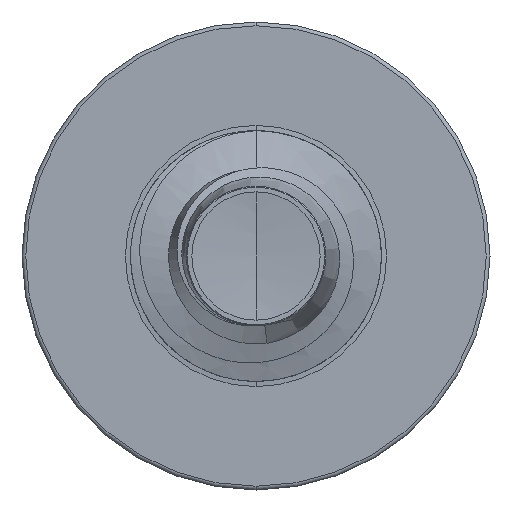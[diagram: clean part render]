
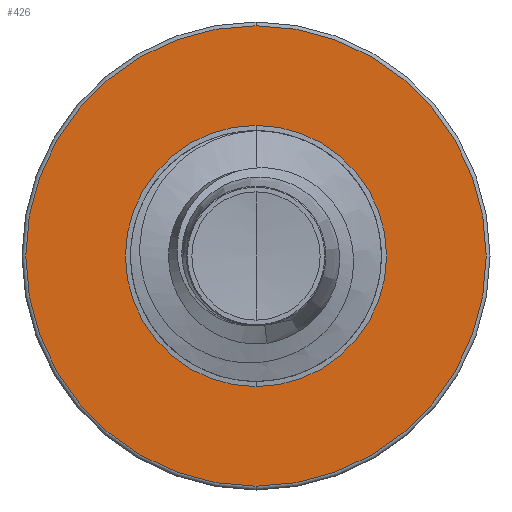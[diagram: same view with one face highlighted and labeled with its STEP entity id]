
A CAD part, front view. The second image highlights one B-rep face of the part: STEP entity #426.
In plain terms, the highlighted planar face has unit normal (0, -1, 0).
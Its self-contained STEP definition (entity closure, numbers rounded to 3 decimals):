
#41 = CARTESIAN_POINT ( 'NONE',  ( 0., 7., -2.755 ) ) ;
#267 = EDGE_CURVE ( 'NONE', #2441, #10004, #1468, .T. ) ;
#426 = ADVANCED_FACE ( 'NONE', ( #1328, #1399 ), #3617, .F. ) ;
#459 = AXIS2_PLACEMENT_3D ( 'NONE', #4338, #4336, #4326 ) ;
#648 = CARTESIAN_POINT ( 'NONE',  ( 0., 7., 2.755 ) ) ;
#752 = EDGE_CURVE ( 'NONE', #10251, #4914, #1152, .T. ) ;
#810 = CARTESIAN_POINT ( 'NONE',  ( 0., 7., 0. ) ) ;
#1146 = AXIS2_PLACEMENT_3D ( 'NONE', #1907, #1856, #1839 ) ;
#1152 = CIRCLE ( 'NONE', #9774, 1.562 ) ;
#1201 = CIRCLE ( 'NONE', #5723, 2.755 ) ;
#1328 = FACE_OUTER_BOUND ( 'NONE', #4224, .T. ) ;
#1399 = FACE_BOUND ( 'NONE', #9279, .T. ) ;
#1468 = CIRCLE ( 'NONE', #459, 2.755 ) ;
#1839 = DIRECTION ( 'NONE',  ( 0., 0., 1. ) ) ;
#1856 = DIRECTION ( 'NONE',  ( 0., 1., 0. ) ) ;
#1907 = CARTESIAN_POINT ( 'NONE',  ( 0., 7., 0. ) ) ;
#1954 = DIRECTION ( 'NONE',  ( 0., 0., 1. ) ) ;
#2441 = VERTEX_POINT ( 'NONE', #41 ) ;
#3014 = CARTESIAN_POINT ( 'NONE',  ( 0., 7., -1.562 ) ) ;
#3122 = DIRECTION ( 'NONE',  ( 0., 0., 1. ) ) ;
#3140 = DIRECTION ( 'NONE',  ( 0., 1., 0. ) ) ;
#3148 = CARTESIAN_POINT ( 'NONE',  ( 0., 7., 0. ) ) ;
#3584 = DIRECTION ( 'NONE',  ( 0., 0., 1. ) ) ;
#3587 = DIRECTION ( 'NONE',  ( 0., 1., 0. ) ) ;
#3617 = PLANE ( 'NONE',  #7484 ) ;
#3984 = EDGE_CURVE ( 'NONE', #4914, #10251, #5132, .T. ) ;
#4224 = EDGE_LOOP ( 'NONE', ( #10016, #10719 ) ) ;
#4243 = CARTESIAN_POINT ( 'NONE',  ( 0., 7., -1.562 ) ) ;
#4326 = DIRECTION ( 'NONE',  ( 0., 0., 1. ) ) ;
#4336 = DIRECTION ( 'NONE',  ( 0., 1., 0. ) ) ;
#4338 = CARTESIAN_POINT ( 'NONE',  ( 0., 7., 0. ) ) ;
#4914 = VERTEX_POINT ( 'NONE', #9053 ) ;
#5132 = CIRCLE ( 'NONE', #1146, 1.562 ) ;
#5723 = AXIS2_PLACEMENT_3D ( 'NONE', #810, #8001, #1954 ) ;
#7484 = AXIS2_PLACEMENT_3D ( 'NONE', #4243, #3587, #3584 ) ;
#8001 = DIRECTION ( 'NONE',  ( 0., 1., 0. ) ) ;
#9053 = CARTESIAN_POINT ( 'NONE',  ( 0., 7., 1.562 ) ) ;
#9123 = ORIENTED_EDGE ( 'NONE', *, *, #3984, .T. ) ;
#9203 = ORIENTED_EDGE ( 'NONE', *, *, #752, .T. ) ;
#9279 = EDGE_LOOP ( 'NONE', ( #9123, #9203 ) ) ;
#9774 = AXIS2_PLACEMENT_3D ( 'NONE', #3148, #3140, #3122 ) ;
#10004 = VERTEX_POINT ( 'NONE', #648 ) ;
#10016 = ORIENTED_EDGE ( 'NONE', *, *, #10298, .F. ) ;
#10251 = VERTEX_POINT ( 'NONE', #3014 ) ;
#10298 = EDGE_CURVE ( 'NONE', #10004, #2441, #1201, .T. ) ;
#10719 = ORIENTED_EDGE ( 'NONE', *, *, #267, .F. ) ;
